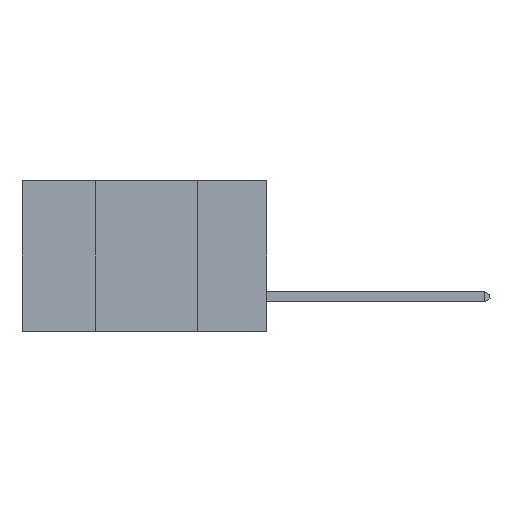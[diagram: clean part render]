
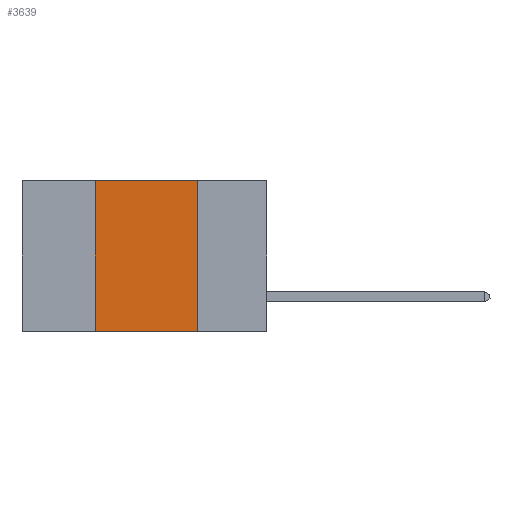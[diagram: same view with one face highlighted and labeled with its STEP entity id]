
A CAD part, left-side view. The second image highlights one B-rep face of the part: STEP entity #3639.
In plain terms, the highlighted planar face has unit normal (-1, 0, 0).
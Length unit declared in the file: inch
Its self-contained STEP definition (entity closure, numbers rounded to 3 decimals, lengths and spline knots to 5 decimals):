
#101 = VECTOR ( 'NONE', #929, 39.37008 ) ;
#429 = VERTEX_POINT ( 'NONE', #6949 ) ;
#460 = VECTOR ( 'NONE', #6322, 39.37008 ) ;
#929 = DIRECTION ( 'NONE',  ( 0., -1., 0. ) ) ;
#1227 = ORIENTED_EDGE ( 'NONE', *, *, #2782, .F. ) ;
#1621 = EDGE_LOOP ( 'NONE', ( #2264, #1227, #1783, #5335 ) ) ;
#1783 = ORIENTED_EDGE ( 'NONE', *, *, #5451, .F. ) ;
#2264 = ORIENTED_EDGE ( 'NONE', *, *, #2774, .F. ) ;
#2489 = DIRECTION ( 'NONE',  ( 0., -1., 0. ) ) ;
#2687 = VERTEX_POINT ( 'NONE', #9271 ) ;
#2774 = EDGE_CURVE ( 'NONE', #429, #2687, #5907, .T. ) ;
#2782 = EDGE_CURVE ( 'NONE', #12677, #429, #8660, .T. ) ;
#3081 = LINE ( 'NONE', #3776, #5926 ) ;
#3271 = CARTESIAN_POINT ( 'NONE',  ( 0., 0.42, -0.37 ) ) ;
#3639 = ADVANCED_FACE ( 'NONE', ( #7499 ), #12302, .F. ) ;
#3776 = CARTESIAN_POINT ( 'NONE',  ( 0., 0.42, 0. ) ) ;
#4042 = CARTESIAN_POINT ( 'NONE',  ( 0., 0.6, 0. ) ) ;
#4251 = LINE ( 'NONE', #11810, #6101 ) ;
#5335 = ORIENTED_EDGE ( 'NONE', *, *, #8706, .T. ) ;
#5451 = EDGE_CURVE ( 'NONE', #13228, #12677, #3081, .T. ) ;
#5612 = CARTESIAN_POINT ( 'NONE',  ( 0., 0.42, 0. ) ) ;
#5907 = LINE ( 'NONE', #12415, #460 ) ;
#5926 = VECTOR ( 'NONE', #12042, 39.37008 ) ;
#6101 = VECTOR ( 'NONE', #2489, 39.37008 ) ;
#6190 = DIRECTION ( 'NONE',  ( 1., 0., 0. ) ) ;
#6322 = DIRECTION ( 'NONE',  ( 0., 0., -1. ) ) ;
#6949 = CARTESIAN_POINT ( 'NONE',  ( 0., 0.17, 0. ) ) ;
#7018 = AXIS2_PLACEMENT_3D ( 'NONE', #4042, #6190, #13282 ) ;
#7499 = FACE_OUTER_BOUND ( 'NONE', #1621, .T. ) ;
#8660 = LINE ( 'NONE', #13398, #101 ) ;
#8706 = EDGE_CURVE ( 'NONE', #13228, #2687, #4251, .T. ) ;
#9271 = CARTESIAN_POINT ( 'NONE',  ( 0., 0.17, -0.37 ) ) ;
#11810 = CARTESIAN_POINT ( 'NONE',  ( 0., 0.6, -0.37 ) ) ;
#12042 = DIRECTION ( 'NONE',  ( 0., 0., 1. ) ) ;
#12302 = PLANE ( 'NONE',  #7018 ) ;
#12415 = CARTESIAN_POINT ( 'NONE',  ( 0., 0.17, 0. ) ) ;
#12677 = VERTEX_POINT ( 'NONE', #5612 ) ;
#13228 = VERTEX_POINT ( 'NONE', #3271 ) ;
#13282 = DIRECTION ( 'NONE',  ( 0., 0., -1. ) ) ;
#13398 = CARTESIAN_POINT ( 'NONE',  ( 0., 0.6, 0. ) ) ;
